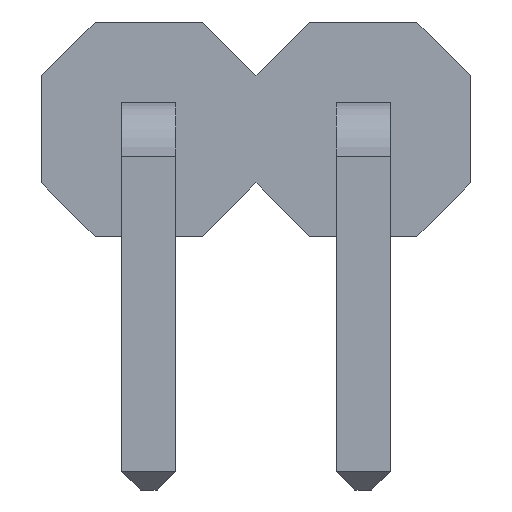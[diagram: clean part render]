
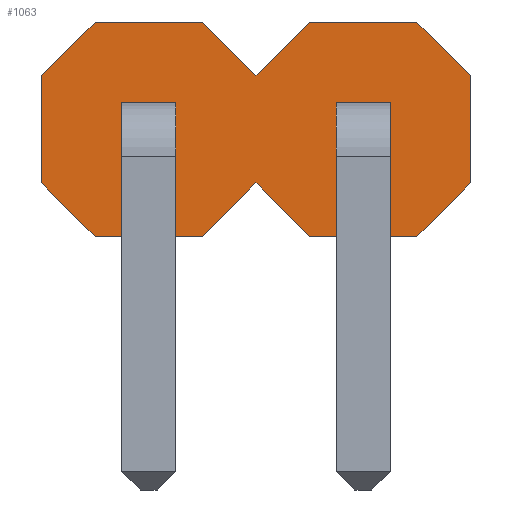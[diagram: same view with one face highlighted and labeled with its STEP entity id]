
A CAD part, front view. The second image highlights one B-rep face of the part: STEP entity #1063.
In plain terms, the highlighted planar face has unit normal (0, -1, 0).
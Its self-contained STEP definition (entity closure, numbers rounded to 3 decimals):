
#14=FACE_BOUND('',#121,.T.);
#15=FACE_BOUND('',#122,.T.);
#60=FACE_OUTER_BOUND('',#120,.T.);
#120=EDGE_LOOP('',(#796,#797,#798,#799,#800,#801,#802,#803,#804,#805,#806,
#807,#808,#809));
#121=EDGE_LOOP('',(#810,#811,#812,#813));
#122=EDGE_LOOP('',(#814,#815,#816,#817));
#154=LINE('',#1461,#292);
#158=LINE('',#1469,#296);
#161=LINE('',#1475,#299);
#164=LINE('',#1481,#302);
#167=LINE('',#1488,#305);
#172=LINE('',#1496,#310);
#173=LINE('',#1499,#311);
#190=LINE('',#1535,#328);
#217=LINE('',#1597,#355);
#219=LINE('',#1600,#357);
#220=LINE('',#1602,#358);
#224=LINE('',#1611,#362);
#227=LINE('',#1617,#365);
#228=LINE('',#1619,#366);
#229=LINE('',#1621,#367);
#230=LINE('',#1623,#368);
#231=LINE('',#1625,#369);
#232=LINE('',#1626,#370);
#233=LINE('',#1629,#371);
#234=LINE('',#1631,#372);
#235=LINE('',#1633,#373);
#236=LINE('',#1634,#374);
#292=VECTOR('',#1185,0.898);
#296=VECTOR('',#1191,1.27);
#299=VECTOR('',#1196,0.898);
#302=VECTOR('',#1201,1.27);
#305=VECTOR('',#1206,0.898);
#310=VECTOR('',#1213,1.27);
#311=VECTOR('',#1216,0.898);
#328=VECTOR('',#1245,0.64);
#355=VECTOR('',#1304,0.64);
#357=VECTOR('',#1308,0.64);
#358=VECTOR('',#1311,0.64);
#362=VECTOR('',#1321,0.898);
#365=VECTOR('',#1326,1.27);
#366=VECTOR('',#1327,0.898);
#367=VECTOR('',#1328,1.27);
#368=VECTOR('',#1329,0.898);
#369=VECTOR('',#1330,1.27);
#370=VECTOR('',#1331,0.898);
#371=VECTOR('',#1332,0.64);
#372=VECTOR('',#1333,0.64);
#373=VECTOR('',#1334,0.64);
#374=VECTOR('',#1335,0.64);
#430=VERTEX_POINT('',#1459);
#431=VERTEX_POINT('',#1460);
#434=VERTEX_POINT('',#1468);
#436=VERTEX_POINT('',#1474);
#438=VERTEX_POINT('',#1480);
#440=VERTEX_POINT('',#1486);
#441=VERTEX_POINT('',#1487);
#444=VERTEX_POINT('',#1498);
#456=VERTEX_POINT('',#1532);
#457=VERTEX_POINT('',#1534);
#475=VERTEX_POINT('',#1594);
#476=VERTEX_POINT('',#1596);
#478=VERTEX_POINT('',#1610);
#480=VERTEX_POINT('',#1616);
#481=VERTEX_POINT('',#1618);
#482=VERTEX_POINT('',#1620);
#483=VERTEX_POINT('',#1622);
#484=VERTEX_POINT('',#1624);
#485=VERTEX_POINT('',#1627);
#486=VERTEX_POINT('',#1628);
#487=VERTEX_POINT('',#1630);
#488=VERTEX_POINT('',#1632);
#522=EDGE_CURVE('',#430,#431,#154,.T.);
#526=EDGE_CURVE('',#434,#431,#158,.T.);
#529=EDGE_CURVE('',#434,#436,#161,.T.);
#532=EDGE_CURVE('',#438,#436,#164,.T.);
#535=EDGE_CURVE('',#440,#441,#167,.T.);
#540=EDGE_CURVE('',#430,#441,#172,.T.);
#541=EDGE_CURVE('',#438,#444,#173,.T.);
#559=EDGE_CURVE('',#457,#456,#190,.T.);
#589=EDGE_CURVE('',#476,#475,#217,.T.);
#591=EDGE_CURVE('',#475,#457,#219,.T.);
#592=EDGE_CURVE('',#456,#476,#220,.T.);
#596=EDGE_CURVE('',#478,#440,#224,.T.);
#599=EDGE_CURVE('',#478,#480,#227,.T.);
#600=EDGE_CURVE('',#481,#480,#228,.T.);
#601=EDGE_CURVE('',#481,#482,#229,.T.);
#602=EDGE_CURVE('',#483,#482,#230,.T.);
#603=EDGE_CURVE('',#483,#484,#231,.T.);
#604=EDGE_CURVE('',#444,#484,#232,.T.);
#605=EDGE_CURVE('',#485,#486,#233,.T.);
#606=EDGE_CURVE('',#486,#487,#234,.T.);
#607=EDGE_CURVE('',#487,#488,#235,.T.);
#608=EDGE_CURVE('',#488,#485,#236,.T.);
#796=ORIENTED_EDGE('',*,*,#596,.F.);
#797=ORIENTED_EDGE('',*,*,#599,.T.);
#798=ORIENTED_EDGE('',*,*,#600,.F.);
#799=ORIENTED_EDGE('',*,*,#601,.T.);
#800=ORIENTED_EDGE('',*,*,#602,.F.);
#801=ORIENTED_EDGE('',*,*,#603,.T.);
#802=ORIENTED_EDGE('',*,*,#604,.F.);
#803=ORIENTED_EDGE('',*,*,#541,.F.);
#804=ORIENTED_EDGE('',*,*,#532,.T.);
#805=ORIENTED_EDGE('',*,*,#529,.F.);
#806=ORIENTED_EDGE('',*,*,#526,.T.);
#807=ORIENTED_EDGE('',*,*,#522,.F.);
#808=ORIENTED_EDGE('',*,*,#540,.T.);
#809=ORIENTED_EDGE('',*,*,#535,.F.);
#810=ORIENTED_EDGE('',*,*,#589,.T.);
#811=ORIENTED_EDGE('',*,*,#591,.T.);
#812=ORIENTED_EDGE('',*,*,#559,.T.);
#813=ORIENTED_EDGE('',*,*,#592,.T.);
#814=ORIENTED_EDGE('',*,*,#605,.T.);
#815=ORIENTED_EDGE('',*,*,#606,.T.);
#816=ORIENTED_EDGE('',*,*,#607,.T.);
#817=ORIENTED_EDGE('',*,*,#608,.T.);
#988=PLANE('',#1147);
#1063=ADVANCED_FACE('',(#60,#14,#15),#988,.T.);
#1147=AXIS2_PLACEMENT_3D('',#1615,#1324,#1325);
#1185=DIRECTION('',(-0.707,0.,0.707));
#1191=DIRECTION('',(0.,0.,-1.));
#1196=DIRECTION('',(0.707,0.,0.707));
#1201=DIRECTION('',(-1.,0.,0.));
#1206=DIRECTION('',(-0.707,0.,-0.707));
#1213=DIRECTION('',(1.,0.,0.));
#1216=DIRECTION('',(0.707,0.,-0.707));
#1245=DIRECTION('',(0.,0.,1.));
#1304=DIRECTION('',(0.,0.,-1.));
#1308=DIRECTION('',(-1.,0.,0.));
#1311=DIRECTION('',(1.,0.,0.));
#1321=DIRECTION('',(-0.707,0.,0.707));
#1324=DIRECTION('center_axis',(0.,-1.,0.));
#1325=DIRECTION('ref_axis',(1.,0.,0.));
#1326=DIRECTION('',(1.,0.,0.));
#1327=DIRECTION('',(-0.707,0.,-0.707));
#1328=DIRECTION('',(0.,0.,1.));
#1329=DIRECTION('',(0.707,0.,-0.707));
#1330=DIRECTION('',(-1.,0.,0.));
#1331=DIRECTION('',(0.707,0.,0.707));
#1332=DIRECTION('',(0.,0.,-1.));
#1333=DIRECTION('',(-1.,0.,0.));
#1334=DIRECTION('',(0.,0.,1.));
#1335=DIRECTION('',(1.,0.,0.));
#1459=CARTESIAN_POINT('',(-1.875,-2.34,0.03));
#1460=CARTESIAN_POINT('',(-2.51,-2.34,0.665));
#1461=CARTESIAN_POINT('',(-2.193,-2.34,0.348));
#1468=CARTESIAN_POINT('',(-2.51,-2.34,1.935));
#1469=CARTESIAN_POINT('',(-2.51,-2.34,0.03));
#1474=CARTESIAN_POINT('',(-1.875,-2.34,2.57));
#1475=CARTESIAN_POINT('',(-2.193,-2.34,2.253));
#1480=CARTESIAN_POINT('',(-0.605,-2.34,2.57));
#1481=CARTESIAN_POINT('',(-2.51,-2.34,2.57));
#1486=CARTESIAN_POINT('',(0.03,-2.34,0.665));
#1487=CARTESIAN_POINT('',(-0.605,-2.34,0.03));
#1488=CARTESIAN_POINT('',(-0.288,-2.34,0.348));
#1496=CARTESIAN_POINT('',(0.03,-2.34,0.03));
#1498=CARTESIAN_POINT('',(0.03,-2.34,1.935));
#1499=CARTESIAN_POINT('',(-0.288,-2.34,2.253));
#1532=CARTESIAN_POINT('',(-1.56,-2.34,1.62));
#1534=CARTESIAN_POINT('',(-1.56,-2.34,0.98));
#1535=CARTESIAN_POINT('',(-1.56,-2.34,1.46));
#1594=CARTESIAN_POINT('',(-0.92,-2.34,0.98));
#1596=CARTESIAN_POINT('',(-0.92,-2.34,1.62));
#1597=CARTESIAN_POINT('',(-0.92,-2.34,1.14));
#1600=CARTESIAN_POINT('',(-1.4,-2.34,0.98));
#1602=CARTESIAN_POINT('',(-1.08,-2.34,1.62));
#1610=CARTESIAN_POINT('',(0.665,-2.34,0.03));
#1611=CARTESIAN_POINT('',(0.347,-2.34,0.348));
#1615=CARTESIAN_POINT('Origin',(1.3,-2.34,1.3));
#1616=CARTESIAN_POINT('',(1.935,-2.34,0.03));
#1617=CARTESIAN_POINT('',(2.57,-2.34,0.03));
#1618=CARTESIAN_POINT('',(2.57,-2.34,0.665));
#1619=CARTESIAN_POINT('',(2.253,-2.34,0.348));
#1620=CARTESIAN_POINT('',(2.57,-2.34,1.935));
#1621=CARTESIAN_POINT('',(2.57,-2.34,2.57));
#1622=CARTESIAN_POINT('',(1.935,-2.34,2.57));
#1623=CARTESIAN_POINT('',(2.253,-2.34,2.253));
#1624=CARTESIAN_POINT('',(0.665,-2.34,2.57));
#1625=CARTESIAN_POINT('',(0.03,-2.34,2.57));
#1626=CARTESIAN_POINT('',(0.348,-2.34,2.253));
#1627=CARTESIAN_POINT('',(1.62,-2.34,1.62));
#1628=CARTESIAN_POINT('',(1.62,-2.34,0.98));
#1629=CARTESIAN_POINT('',(1.62,-2.34,1.14));
#1630=CARTESIAN_POINT('',(0.98,-2.34,0.98));
#1631=CARTESIAN_POINT('',(1.14,-2.34,0.98));
#1632=CARTESIAN_POINT('',(0.98,-2.34,1.62));
#1633=CARTESIAN_POINT('',(0.98,-2.34,1.46));
#1634=CARTESIAN_POINT('',(1.46,-2.34,1.62));
